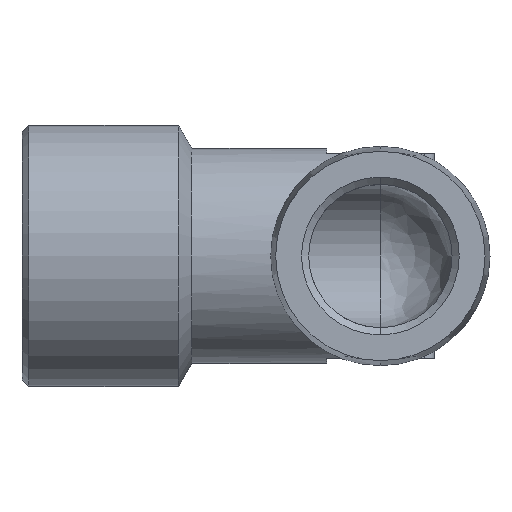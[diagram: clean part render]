
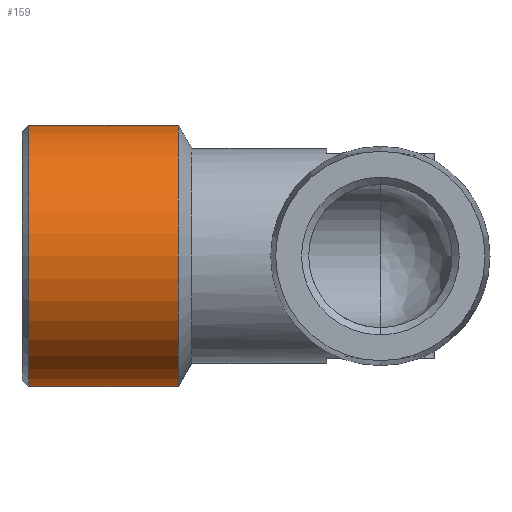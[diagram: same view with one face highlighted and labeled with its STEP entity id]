
A CAD part, left-side view. The second image highlights one B-rep face of the part: STEP entity #159.
In plain terms, the highlighted cylindrical face has radius 12.75 mm (diameter 25.5 mm), a partial arc.
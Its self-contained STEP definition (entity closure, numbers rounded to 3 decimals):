
#159=ADVANCED_FACE('NONE',(#320),#321,.T.);
#320=FACE_OUTER_BOUND('',#501,.T.);
#321=CYLINDRICAL_SURFACE('',#502,12.75);
#501=EDGE_LOOP('',(#916,#917,#918,#919,#920));
#502=AXIS2_PLACEMENT_3D('',#921,#922,#923);
#916=ORIENTED_EDGE('',*,*,#1158,.T.);
#917=ORIENTED_EDGE('',*,*,#1082,.F.);
#918=ORIENTED_EDGE('',*,*,#1081,.F.);
#919=ORIENTED_EDGE('',*,*,#1159,.T.);
#920=ORIENTED_EDGE('',*,*,#1121,.T.);
#921=CARTESIAN_POINT('',(0.0,27.041,0.0));
#922=DIRECTION('',(0.0,-1.0,0.0));
#923=DIRECTION('',(0.0,0.0,1.0));
#1081=EDGE_CURVE('NONE',#1217,#1316,#1317,.T.);
#1082=EDGE_CURVE('NONE',#1316,#1221,#1318,.T.);
#1121=EDGE_CURVE('NONE',#1230,#1226,#1367,.T.);
#1158=EDGE_CURVE('',#1226,#1221,#1409,.T.);
#1159=EDGE_CURVE('',#1217,#1230,#1410,.T.);
#1217=VERTEX_POINT('',#1491);
#1221=VERTEX_POINT('',#1496);
#1226=VERTEX_POINT('NONE',#1502);
#1230=VERTEX_POINT('',#1507);
#1316=VERTEX_POINT('NONE',#1655);
#1317=CIRCLE('',#1656,12.75);
#1318=CIRCLE('',#1657,12.75);
#1367=CIRCLE('',#1748,12.75);
#1409=LINE('',#1812,#1813);
#1410=LINE('',#1814,#1815);
#1491=CARTESIAN_POINT('',(0.,34.363,-12.75));
#1496=CARTESIAN_POINT('',(0.,34.363,12.75));
#1502=CARTESIAN_POINT('',(0.0,19.72,12.75));
#1507=CARTESIAN_POINT('',(0.,19.72,-12.75));
#1655=CARTESIAN_POINT('',(-12.75,34.363,0.));
#1656=AXIS2_PLACEMENT_3D('',#1954,#1955,#1956);
#1657=AXIS2_PLACEMENT_3D('',#1957,#1958,#1959);
#1748=AXIS2_PLACEMENT_3D('',#2005,#2006,#2007);
#1812=CARTESIAN_POINT('',(0.,27.041,12.75));
#1813=VECTOR('',#2048,1.0);
#1814=CARTESIAN_POINT('',(0.,27.041,-12.75));
#1815=VECTOR('',#2049,1.0);
#1954=CARTESIAN_POINT('',(0.0,34.363,0.0));
#1955=DIRECTION('',(0.0,1.0,0.0));
#1956=DIRECTION('',(-1.0,0.0,0.));
#1957=CARTESIAN_POINT('',(0.0,34.363,0.0));
#1958=DIRECTION('',(0.0,1.0,0.0));
#1959=DIRECTION('',(-1.0,0.0,0.));
#2005=CARTESIAN_POINT('',(0.0,19.72,0.0));
#2006=DIRECTION('',(0.0,1.0,0.0));
#2007=DIRECTION('',(0.0,0.0,1.0));
#2048=DIRECTION('',(-0.0,1.0,-0.0));
#2049=DIRECTION('',(0.0,-1.0,0.0));
